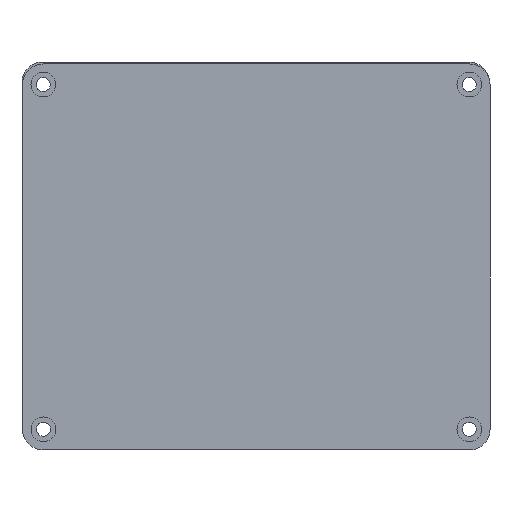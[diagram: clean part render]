
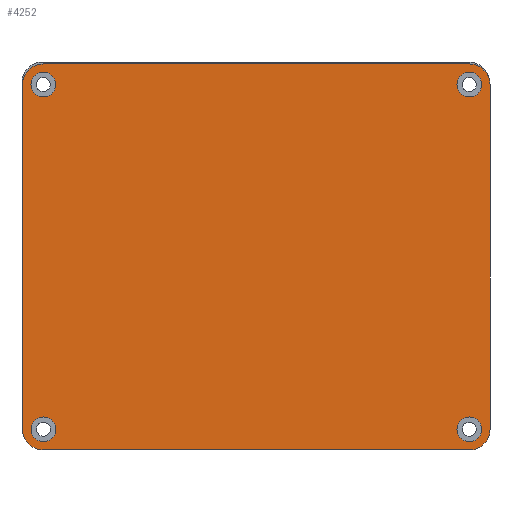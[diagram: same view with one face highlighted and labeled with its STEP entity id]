
A CAD part, left-side view. The second image highlights one B-rep face of the part: STEP entity #4252.
In plain terms, the highlighted planar face has unit normal (-1, 0, 0).
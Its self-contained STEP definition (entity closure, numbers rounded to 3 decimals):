
#47=FACE_BOUND('',#560,.T.);
#48=FACE_BOUND('',#561,.T.);
#49=FACE_BOUND('',#562,.T.);
#50=FACE_BOUND('',#563,.T.);
#262=PLANE('',#4523);
#344=FACE_OUTER_BOUND('',#559,.T.);
#559=EDGE_LOOP('',(#2996,#2997,#2998,#2999,#3000,#3001,#3002,#3003));
#560=EDGE_LOOP('',(#3004));
#561=EDGE_LOOP('',(#3005));
#562=EDGE_LOOP('',(#3006));
#563=EDGE_LOOP('',(#3007));
#965=LINE('',#6348,#1294);
#971=LINE('',#6363,#1300);
#973=LINE('',#6369,#1302);
#994=LINE('',#6427,#1323);
#1294=VECTOR('',#5019,10.);
#1300=VECTOR('',#5035,10.);
#1302=VECTOR('',#5043,10.);
#1323=VECTOR('',#5106,10.);
#1610=CIRCLE('',#4484,5.);
#1618=CIRCLE('',#4495,5.);
#1619=CIRCLE('',#4497,5.);
#1620=CIRCLE('',#4500,5.);
#1622=CIRCLE('',#4511,3.);
#1624=CIRCLE('',#4514,3.);
#1626=CIRCLE('',#4517,3.);
#1628=CIRCLE('',#4520,3.);
#1885=VERTEX_POINT('',#6303);
#1886=VERTEX_POINT('',#6305);
#1905=VERTEX_POINT('',#6347);
#1906=VERTEX_POINT('',#6351);
#1907=VERTEX_POINT('',#6355);
#1908=VERTEX_POINT('',#6357);
#1909=VERTEX_POINT('',#6361);
#1910=VERTEX_POINT('',#6365);
#1920=VERTEX_POINT('',#6404);
#1922=VERTEX_POINT('',#6410);
#1924=VERTEX_POINT('',#6416);
#1926=VERTEX_POINT('',#6422);
#2287=EDGE_CURVE('',#1885,#1886,#1610,.T.);
#2308=EDGE_CURVE('',#1905,#1886,#965,.T.);
#2310=EDGE_CURVE('',#1905,#1906,#1618,.T.);
#2313=EDGE_CURVE('',#1907,#1908,#1619,.T.);
#2316=EDGE_CURVE('',#1907,#1909,#971,.T.);
#2318=EDGE_CURVE('',#1910,#1909,#1620,.T.);
#2319=EDGE_CURVE('',#1910,#1906,#973,.T.);
#2338=EDGE_CURVE('',#1920,#1920,#1622,.T.);
#2341=EDGE_CURVE('',#1922,#1922,#1624,.T.);
#2344=EDGE_CURVE('',#1924,#1924,#1626,.T.);
#2347=EDGE_CURVE('',#1926,#1926,#1628,.T.);
#2348=EDGE_CURVE('',#1885,#1908,#994,.T.);
#2996=ORIENTED_EDGE('',*,*,#2287,.F.);
#2997=ORIENTED_EDGE('',*,*,#2348,.T.);
#2998=ORIENTED_EDGE('',*,*,#2313,.F.);
#2999=ORIENTED_EDGE('',*,*,#2316,.T.);
#3000=ORIENTED_EDGE('',*,*,#2318,.F.);
#3001=ORIENTED_EDGE('',*,*,#2319,.T.);
#3002=ORIENTED_EDGE('',*,*,#2310,.F.);
#3003=ORIENTED_EDGE('',*,*,#2308,.T.);
#3004=ORIENTED_EDGE('',*,*,#2347,.F.);
#3005=ORIENTED_EDGE('',*,*,#2338,.F.);
#3006=ORIENTED_EDGE('',*,*,#2341,.F.);
#3007=ORIENTED_EDGE('',*,*,#2344,.F.);
#4252=ADVANCED_FACE('',(#344,#47,#48,#49,#50),#262,.F.);
#4484=AXIS2_PLACEMENT_3D('',#6306,#4986,#4987);
#4495=AXIS2_PLACEMENT_3D('',#6352,#5023,#5024);
#4497=AXIS2_PLACEMENT_3D('',#6358,#5029,#5030);
#4500=AXIS2_PLACEMENT_3D('',#6367,#5039,#5040);
#4511=AXIS2_PLACEMENT_3D('',#6406,#5079,#5080);
#4514=AXIS2_PLACEMENT_3D('',#6412,#5086,#5087);
#4517=AXIS2_PLACEMENT_3D('',#6418,#5093,#5094);
#4520=AXIS2_PLACEMENT_3D('',#6424,#5100,#5101);
#4523=AXIS2_PLACEMENT_3D('',#6428,#5107,#5108);
#4986=DIRECTION('center_axis',(1.,0.,0.));
#4987=DIRECTION('ref_axis',(0.,0.707,-0.707));
#5019=DIRECTION('',(0.,0.,-1.));
#5023=DIRECTION('center_axis',(1.,0.,0.));
#5024=DIRECTION('ref_axis',(0.,0.707,0.707));
#5029=DIRECTION('center_axis',(1.,0.,0.));
#5030=DIRECTION('ref_axis',(0.,-0.707,-0.707));
#5035=DIRECTION('',(0.,0.,1.));
#5039=DIRECTION('center_axis',(1.,0.,0.));
#5040=DIRECTION('ref_axis',(0.,-0.707,0.707));
#5043=DIRECTION('',(0.,1.,0.));
#5079=DIRECTION('center_axis',(-1.,0.,0.));
#5080=DIRECTION('ref_axis',(0.,1.,0.));
#5086=DIRECTION('center_axis',(-1.,0.,0.));
#5087=DIRECTION('ref_axis',(0.,1.,0.));
#5093=DIRECTION('center_axis',(-1.,0.,0.));
#5094=DIRECTION('ref_axis',(0.,1.,0.));
#5100=DIRECTION('center_axis',(-1.,0.,0.));
#5101=DIRECTION('ref_axis',(0.,1.,0.));
#5106=DIRECTION('',(0.,-1.,0.));
#5107=DIRECTION('center_axis',(1.,0.,0.));
#5108=DIRECTION('ref_axis',(0.,1.,0.));
#6303=CARTESIAN_POINT('',(0.,52.03,-46.2));
#6305=CARTESIAN_POINT('',(0.,57.03,-41.2));
#6306=CARTESIAN_POINT('Origin',(0.,52.03,-41.2));
#6347=CARTESIAN_POINT('',(0.,57.03,42.2));
#6348=CARTESIAN_POINT('',(0.,57.03,47.2));
#6351=CARTESIAN_POINT('',(0.,52.03,47.2));
#6352=CARTESIAN_POINT('Origin',(0.,52.03,42.2));
#6355=CARTESIAN_POINT('',(0.,-56.03,-41.2));
#6357=CARTESIAN_POINT('',(0.,-51.03,-46.2));
#6358=CARTESIAN_POINT('Origin',(0.,-51.03,-41.2));
#6361=CARTESIAN_POINT('',(0.,-56.03,42.2));
#6363=CARTESIAN_POINT('',(0.,-56.03,-46.2));
#6365=CARTESIAN_POINT('',(0.,-51.03,47.2));
#6367=CARTESIAN_POINT('Origin',(0.,-51.03,42.2));
#6369=CARTESIAN_POINT('',(0.,-56.03,47.2));
#6404=CARTESIAN_POINT('',(0.,48.998,-41.203));
#6406=CARTESIAN_POINT('Origin',(0.,51.998,-41.203));
#6410=CARTESIAN_POINT('',(0.,49.03,42.2));
#6412=CARTESIAN_POINT('Origin',(0.,52.03,42.2));
#6416=CARTESIAN_POINT('',(0.,-54.03,-41.2));
#6418=CARTESIAN_POINT('Origin',(0.,-51.03,-41.2));
#6422=CARTESIAN_POINT('',(0.,-54.03,42.2));
#6424=CARTESIAN_POINT('Origin',(0.,-51.03,42.2));
#6427=CARTESIAN_POINT('',(0.,57.03,-46.2));
#6428=CARTESIAN_POINT('Origin',(0.,0.5,0.5));
